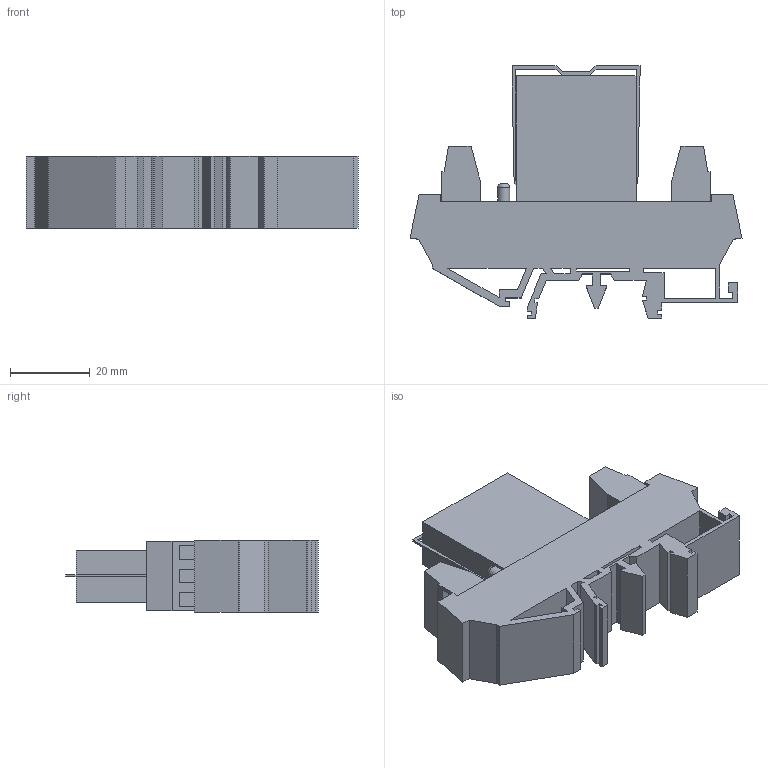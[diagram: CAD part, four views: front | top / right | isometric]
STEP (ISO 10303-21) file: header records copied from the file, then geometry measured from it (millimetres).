
FILE_DESCRIPTION (( 'STEP AP214' ), '1' );
FILE_NAME ('ORM-FC1C_Èíòåðô. ðåëå ORM 4. 1 êîíò. ãðóïïà. 24 Â DC_AC.STEP', '2018-10-22T08:41:12', ( '' ), ( '' ), 'SwSTEP 2.0', 'SolidWorks 2014', '' );
FILE_SCHEMA (( 'AUTOMOTIVE_DESIGN' ));
Length unit declared in the file: millimetre
Products named in the file (2): ORM-FC1C_Èíòåðô. ðåëå ORM 4. 1 êîíò. ãðóïïà. 24 Â DC_AC
Bounding box: 83 x 63.2 x 18 mm (x, y, z)
Volume: 44286.5 mm3; surface area: 15547.1 mm2
Topology: 1 solids, 1 shells, 166 faces, 463 edges, 308 vertices
Faces by surface type: plane 162, torus 2, cylinder 2
Entity records: 5292 total; most frequent: CARTESIAN_POINT 939, ORIENTED_EDGE 926, DIRECTION 807, EDGE_CURVE 463, LINE 455, VECTOR 455, VERTEX_POINT 308, EDGE_LOOP 187
